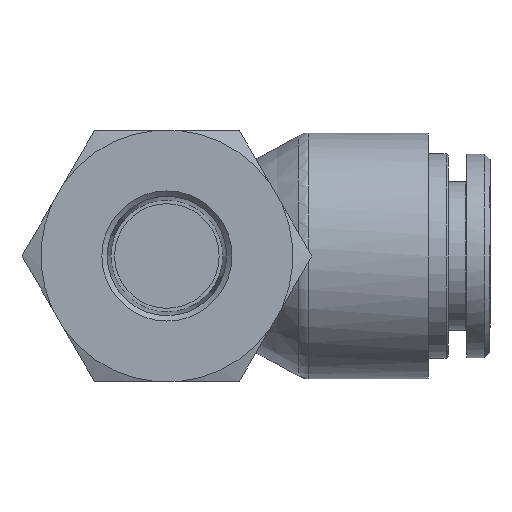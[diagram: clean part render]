
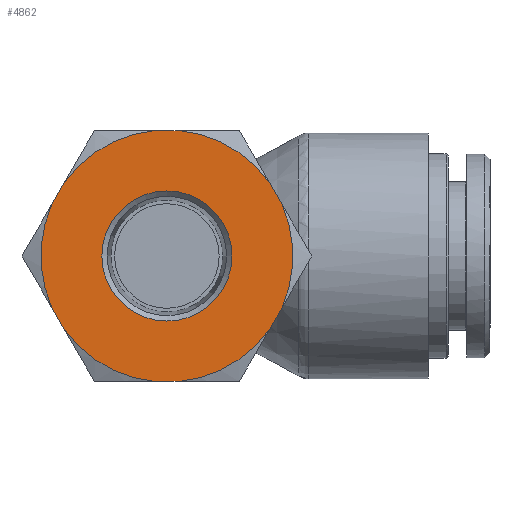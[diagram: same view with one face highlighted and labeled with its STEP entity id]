
A CAD part, front view. The second image highlights one B-rep face of the part: STEP entity #4862.
In plain terms, the highlighted face is planar.
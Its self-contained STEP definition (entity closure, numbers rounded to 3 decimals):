
#4718=CARTESIAN_POINT('',(-30.45,6.222,0.));
#4719=VERTEX_POINT('',#4718);
#4720=CARTESIAN_POINT('',(-30.45,0.,0.0));
#4721=DIRECTION('',(-1.0,0.0,0.0));
#4722=DIRECTION('',(0.0,-1.0,0.0));
#4723=AXIS2_PLACEMENT_3D('',#4720,#4721,#4722);
#4724=CIRCLE('',#4723,6.222);
#4725=EDGE_CURVE('',#4719,#4719,#4724,.T.);
#4750=CARTESIAN_POINT('',(-30.45,6.,0.0));
#4751=DIRECTION('',(-1.0,0.0,0.0));
#4752=DIRECTION('',(0.0,0.0,1.0));
#4753=AXIS2_PLACEMENT_3D('',#4750,#4751,#4752);
#4754=PLANE('',#4753);
#4755=CARTESIAN_POINT('',(-30.45,10.975,4.991));
#4756=VERTEX_POINT('',#4755);
#4757=CARTESIAN_POINT('',(-30.45,10.975,-4.991));
#4758=VERTEX_POINT('',#4757);
#4759=CARTESIAN_POINT('',(-30.45,0.,0.0));
#4760=DIRECTION('',(-1.0,0.0,0.0));
#4761=DIRECTION('',(0.0,1.0,0.0));
#4762=AXIS2_PLACEMENT_3D('',#4759,#4760,#4761);
#4763=CIRCLE('',#4762,12.056);
#4764=EDGE_CURVE('',#4756,#4758,#4763,.T.);
#4765=ORIENTED_EDGE('',*,*,#4764,.T.);
#4766=CARTESIAN_POINT('',(-30.45,9.81,-7.009));
#4767=VERTEX_POINT('',#4766);
#4768=CARTESIAN_POINT('',(-30.45,9.81,-7.009));
#4769=DIRECTION('',(0.0,0.5,0.866));
#4770=VECTOR('',#4769,2.33);
#4771=LINE('',#4768,#4770);
#4772=EDGE_CURVE('',#4767,#4758,#4771,.T.);
#4773=ORIENTED_EDGE('',*,*,#4772,.F.);
#4774=CARTESIAN_POINT('',(-30.45,1.165,-12.));
#4775=VERTEX_POINT('',#4774);
#4776=CARTESIAN_POINT('',(-30.45,0.,0.0));
#4777=DIRECTION('',(-1.0,0.0,0.0));
#4778=DIRECTION('',(0.0,1.0,0.0));
#4779=AXIS2_PLACEMENT_3D('',#4776,#4777,#4778);
#4780=CIRCLE('',#4779,12.056);
#4781=EDGE_CURVE('',#4767,#4775,#4780,.T.);
#4782=ORIENTED_EDGE('',*,*,#4781,.T.);
#4783=CARTESIAN_POINT('',(-30.45,-1.165,-12.));
#4784=VERTEX_POINT('',#4783);
#4785=CARTESIAN_POINT('',(-30.45,-1.165,-12.));
#4786=DIRECTION('',(0.0,1.0,0.0));
#4787=VECTOR('',#4786,2.33);
#4788=LINE('',#4785,#4787);
#4789=EDGE_CURVE('',#4784,#4775,#4788,.T.);
#4790=ORIENTED_EDGE('',*,*,#4789,.F.);
#4791=CARTESIAN_POINT('',(-30.45,-9.81,-7.009));
#4792=VERTEX_POINT('',#4791);
#4793=CARTESIAN_POINT('',(-30.45,0.,0.0));
#4794=DIRECTION('',(-1.0,0.0,0.0));
#4795=DIRECTION('',(0.0,1.0,0.0));
#4796=AXIS2_PLACEMENT_3D('',#4793,#4794,#4795);
#4797=CIRCLE('',#4796,12.056);
#4798=EDGE_CURVE('',#4784,#4792,#4797,.T.);
#4799=ORIENTED_EDGE('',*,*,#4798,.T.);
#4800=CARTESIAN_POINT('',(-30.45,-10.975,-4.991));
#4801=VERTEX_POINT('',#4800);
#4802=CARTESIAN_POINT('',(-30.45,-10.975,-4.991));
#4803=DIRECTION('',(0.0,0.5,-0.866));
#4804=VECTOR('',#4803,2.33);
#4805=LINE('',#4802,#4804);
#4806=EDGE_CURVE('',#4801,#4792,#4805,.T.);
#4807=ORIENTED_EDGE('',*,*,#4806,.F.);
#4808=CARTESIAN_POINT('',(-30.45,-10.975,4.991));
#4809=VERTEX_POINT('',#4808);
#4810=CARTESIAN_POINT('',(-30.45,0.,0.0));
#4811=DIRECTION('',(-1.0,0.0,0.0));
#4812=DIRECTION('',(0.0,1.0,0.0));
#4813=AXIS2_PLACEMENT_3D('',#4810,#4811,#4812);
#4814=CIRCLE('',#4813,12.056);
#4815=EDGE_CURVE('',#4801,#4809,#4814,.T.);
#4816=ORIENTED_EDGE('',*,*,#4815,.T.);
#4817=CARTESIAN_POINT('',(-30.45,-9.81,7.009));
#4818=VERTEX_POINT('',#4817);
#4819=CARTESIAN_POINT('',(-30.45,-9.81,7.009));
#4820=DIRECTION('',(0.0,-0.5,-0.866));
#4821=VECTOR('',#4820,2.33);
#4822=LINE('',#4819,#4821);
#4823=EDGE_CURVE('',#4818,#4809,#4822,.T.);
#4824=ORIENTED_EDGE('',*,*,#4823,.F.);
#4825=CARTESIAN_POINT('',(-30.45,-1.165,12.));
#4826=VERTEX_POINT('',#4825);
#4827=CARTESIAN_POINT('',(-30.45,0.,0.0));
#4828=DIRECTION('',(-1.0,0.0,0.0));
#4829=DIRECTION('',(0.0,1.0,0.0));
#4830=AXIS2_PLACEMENT_3D('',#4827,#4828,#4829);
#4831=CIRCLE('',#4830,12.056);
#4832=EDGE_CURVE('',#4818,#4826,#4831,.T.);
#4833=ORIENTED_EDGE('',*,*,#4832,.T.);
#4834=CARTESIAN_POINT('',(-30.45,1.165,12.));
#4835=VERTEX_POINT('',#4834);
#4836=CARTESIAN_POINT('',(-30.45,1.165,12.));
#4837=DIRECTION('',(0.0,-1.0,0.0));
#4838=VECTOR('',#4837,2.33);
#4839=LINE('',#4836,#4838);
#4840=EDGE_CURVE('',#4835,#4826,#4839,.T.);
#4841=ORIENTED_EDGE('',*,*,#4840,.F.);
#4842=CARTESIAN_POINT('',(-30.45,9.81,7.009));
#4843=VERTEX_POINT('',#4842);
#4844=CARTESIAN_POINT('',(-30.45,0.,0.0));
#4845=DIRECTION('',(-1.0,0.0,0.0));
#4846=DIRECTION('',(0.0,1.0,0.0));
#4847=AXIS2_PLACEMENT_3D('',#4844,#4845,#4846);
#4848=CIRCLE('',#4847,12.056);
#4849=EDGE_CURVE('',#4835,#4843,#4848,.T.);
#4850=ORIENTED_EDGE('',*,*,#4849,.T.);
#4851=CARTESIAN_POINT('',(-30.45,10.975,4.991));
#4852=DIRECTION('',(0.0,-0.5,0.866));
#4853=VECTOR('',#4852,2.33);
#4854=LINE('',#4851,#4853);
#4855=EDGE_CURVE('',#4756,#4843,#4854,.T.);
#4856=ORIENTED_EDGE('',*,*,#4855,.F.);
#4857=EDGE_LOOP('',(#4765,#4773,#4782,#4790,#4799,#4807,#4816,#4824,#4833,#4841,#4850,#4856));
#4858=FACE_OUTER_BOUND('',#4857,.T.);
#4859=ORIENTED_EDGE('',*,*,#4725,.F.);
#4860=EDGE_LOOP('',(#4859));
#4861=FACE_BOUND('',#4860,.T.);
#4862=ADVANCED_FACE('',(#4858,#4861),#4754,.T.);
